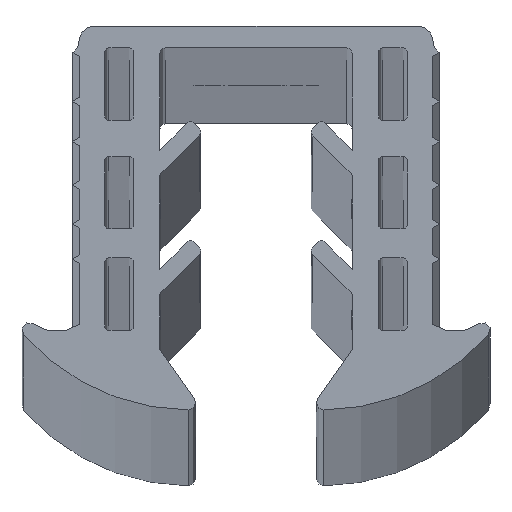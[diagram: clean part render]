
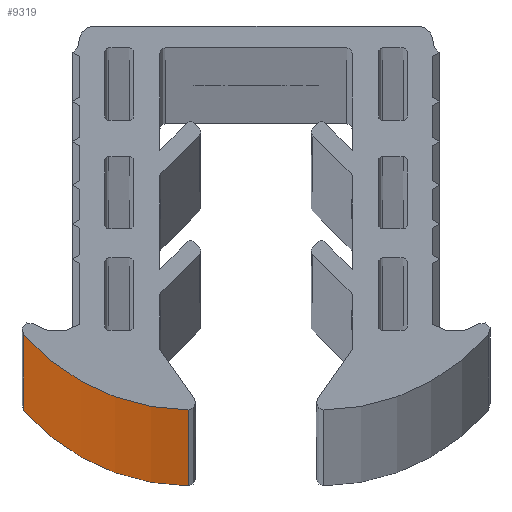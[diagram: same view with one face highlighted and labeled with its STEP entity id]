
A CAD part, top view. The second image highlights one B-rep face of the part: STEP entity #9319.
In plain terms, the highlighted cylindrical face has radius 15.3 mm (diameter 30.6 mm), a partial arc.
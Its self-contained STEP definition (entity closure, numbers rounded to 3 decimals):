
#593 = VECTOR ( 'NONE', #7022, 1000. ) ;
#728 = VERTEX_POINT ( 'NONE', #15057 ) ;
#1087 = CIRCLE ( 'NONE', #1347, 15.3 ) ;
#1304 = EDGE_CURVE ( 'NONE', #12812, #2530, #6676, .T. ) ;
#1347 = AXIS2_PLACEMENT_3D ( 'NONE', #15008, #1832, #6831 ) ;
#1832 = DIRECTION ( 'NONE',  ( 0., 0., 1. ) ) ;
#2530 = VERTEX_POINT ( 'NONE', #6022 ) ;
#4230 = DIRECTION ( 'NONE',  ( 0., 0., 1. ) ) ;
#4268 = EDGE_LOOP ( 'NONE', ( #6057, #19797, #15968, #6292 ) ) ;
#4308 = AXIS2_PLACEMENT_3D ( 'NONE', #14056, #4230, #8995 ) ;
#4456 = EDGE_CURVE ( 'NONE', #728, #5244, #17357, .T. ) ;
#5244 = VERTEX_POINT ( 'NONE', #18670 ) ;
#6022 = CARTESIAN_POINT ( 'NONE',  ( -4.674, -26.499, -1500. ) ) ;
#6057 = ORIENTED_EDGE ( 'NONE', *, *, #10363, .T. ) ;
#6073 = CARTESIAN_POINT ( 'NONE',  ( -4.543, -11.2, 1500. ) ) ;
#6244 = CIRCLE ( 'NONE', #4308, 15.3 ) ;
#6292 = ORIENTED_EDGE ( 'NONE', *, *, #4456, .T. ) ;
#6676 = LINE ( 'NONE', #15137, #593 ) ;
#6831 = DIRECTION ( 'NONE',  ( 1., 0., 0. ) ) ;
#7022 = DIRECTION ( 'NONE',  ( 0., 0., -1. ) ) ;
#7771 = DIRECTION ( 'NONE',  ( 0., 0., -1. ) ) ;
#8033 = CYLINDRICAL_SURFACE ( 'NONE', #20747, 15.3 ) ;
#8473 = CARTESIAN_POINT ( 'NONE',  ( -4.674, -26.499, 1500. ) ) ;
#8995 = DIRECTION ( 'NONE',  ( 1., 0., 0. ) ) ;
#9319 = ADVANCED_FACE ( 'NONE', ( #11887 ), #8033, .T. ) ;
#9419 = VECTOR ( 'NONE', #12537, 1000. ) ;
#10363 = EDGE_CURVE ( 'NONE', #5244, #2530, #6244, .T. ) ;
#11887 = FACE_OUTER_BOUND ( 'NONE', #4268, .T. ) ;
#12537 = DIRECTION ( 'NONE',  ( 0., 0., -1. ) ) ;
#12812 = VERTEX_POINT ( 'NONE', #8473 ) ;
#14056 = CARTESIAN_POINT ( 'NONE',  ( -4.543, -11.2, -1500. ) ) ;
#15008 = CARTESIAN_POINT ( 'NONE',  ( -4.543, -11.2, 1500. ) ) ;
#15057 = CARTESIAN_POINT ( 'NONE',  ( -16.046, -21.288, 1500. ) ) ;
#15137 = CARTESIAN_POINT ( 'NONE',  ( -4.674, -26.499, 1500. ) ) ;
#15968 = ORIENTED_EDGE ( 'NONE', *, *, #16461, .F. ) ;
#16461 = EDGE_CURVE ( 'NONE', #728, #12812, #1087, .T. ) ;
#17357 = LINE ( 'NONE', #20717, #9419 ) ;
#18670 = CARTESIAN_POINT ( 'NONE',  ( -16.046, -21.288, -1500. ) ) ;
#19797 = ORIENTED_EDGE ( 'NONE', *, *, #1304, .F. ) ;
#20521 = DIRECTION ( 'NONE',  ( -1., 0., 0. ) ) ;
#20717 = CARTESIAN_POINT ( 'NONE',  ( -16.046, -21.288, 1500. ) ) ;
#20747 = AXIS2_PLACEMENT_3D ( 'NONE', #6073, #7771, #20521 ) ;
